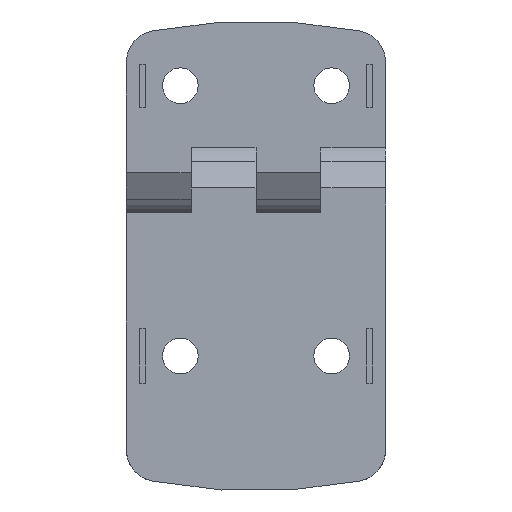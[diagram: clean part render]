
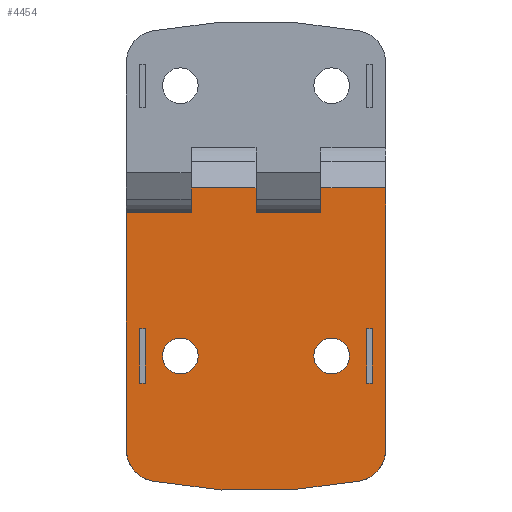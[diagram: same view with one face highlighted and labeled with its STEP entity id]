
A CAD part, left-side view. The second image highlights one B-rep face of the part: STEP entity #4454.
In plain terms, the highlighted planar face has unit normal (-1, 0, 0).
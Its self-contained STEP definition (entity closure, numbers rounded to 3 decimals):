
#3262=CARTESIAN_POINT('',(0.,14.,32.5));
#3263=DIRECTION('',(-1.,0.,0.));
#3264=DIRECTION('',(0.,1.,0.));
#3265=AXIS2_PLACEMENT_3D('',#3262,#3263,#3264);
#3270=CARTESIAN_POINT('',(0.,14.,32.5));
#3271=DIRECTION('',(-1.,0.,0.));
#3272=DIRECTION('',(0.,-1.,0.));
#3273=AXIS2_PLACEMENT_3D('',#3270,#3271,#3272);
#3278=CARTESIAN_POINT('',(0.,-14.,32.5));
#3279=DIRECTION('',(1.,0.,0.));
#3280=DIRECTION('',(0.,-1.,0.));
#3281=AXIS2_PLACEMENT_3D('',#3278,#3279,#3280);
#3286=CARTESIAN_POINT('',(0.,-14.,32.5));
#3287=DIRECTION('',(1.,0.,0.));
#3288=DIRECTION('',(0.,1.,0.));
#3289=AXIS2_PLACEMENT_3D('',#3286,#3287,#3288);
#3294=DIRECTION('',(0.,0.,1.));
#3295=VECTOR('',#3294,4.585);
#3296=CARTESIAN_POINT('',(0.,0.,1.415));
#3297=LINE('',#3296,#3295);
#3301=DIRECTION('',(0.,1.,0.));
#3302=VECTOR('',#3301,12.);
#3303=CARTESIAN_POINT('',(0.,0.,6.));
#3304=LINE('',#3303,#3302);
#3308=DIRECTION('',(0.,0.,1.));
#3309=VECTOR('',#3308,4.585);
#3310=CARTESIAN_POINT('',(0.,12.,1.415));
#3311=LINE('',#3310,#3309);
#3315=DIRECTION('',(0.,1.,0.));
#3316=VECTOR('',#3315,12.);
#3317=CARTESIAN_POINT('',(0.,12.,1.415));
#3318=LINE('',#3317,#3316);
#3322=DIRECTION('',(0.,0.,1.));
#3323=VECTOR('',#3322,48.345);
#3324=CARTESIAN_POINT('',(0.,24.,1.415));
#3325=LINE('',#3324,#3323);
#3329=CARTESIAN_POINT('',(0.,18.,49.761));
#3330=DIRECTION('',(1.,0.,0.));
#3331=DIRECTION('',(0.,1.,0.));
#3332=AXIS2_PLACEMENT_3D('',#3329,#3330,#3331);
#3337=CARTESIAN_POINT('',(0.,0.,-42.5));
#3338=DIRECTION('',(1.,0.,0.));
#3339=DIRECTION('',(0.,0.191,0.981));
#3340=AXIS2_PLACEMENT_3D('',#3337,#3338,#3339);
#3345=CARTESIAN_POINT('',(0.,-18.,49.761));
#3346=DIRECTION('',(1.,0.,0.));
#3347=DIRECTION('',(0.,-0.191,0.981));
#3348=AXIS2_PLACEMENT_3D('',#3345,#3346,#3347);
#3353=DIRECTION('',(0.,0.,-1.));
#3354=VECTOR('',#3353,43.761);
#3355=CARTESIAN_POINT('',(0.,-24.,49.761));
#3356=LINE('',#3355,#3354);
#3360=DIRECTION('',(0.,1.,0.));
#3361=VECTOR('',#3360,12.);
#3362=CARTESIAN_POINT('',(0.,-24.,6.));
#3363=LINE('',#3362,#3361);
#3367=DIRECTION('',(0.,0.,1.));
#3368=VECTOR('',#3367,4.585);
#3369=CARTESIAN_POINT('',(0.,-12.,1.415));
#3370=LINE('',#3369,#3368);
#3374=DIRECTION('',(0.,1.,0.));
#3375=VECTOR('',#3374,12.);
#3376=CARTESIAN_POINT('',(0.,-12.,1.415));
#3377=LINE('',#3376,#3375);
#3381=DIRECTION('',(0.,0.,-1.));
#3382=VECTOR('',#3381,10.);
#3383=CARTESIAN_POINT('',(0.,20.5,37.5));
#3384=LINE('',#3383,#3382);
#3388=DIRECTION('',(0.,-1.,0.));
#3389=VECTOR('',#3388,1.);
#3390=CARTESIAN_POINT('',(0.,21.5,37.5));
#3391=LINE('',#3390,#3389);
#3395=DIRECTION('',(0.,0.,1.));
#3396=VECTOR('',#3395,10.);
#3397=CARTESIAN_POINT('',(0.,21.5,27.5));
#3398=LINE('',#3397,#3396);
#3402=DIRECTION('',(0.,1.,0.));
#3403=VECTOR('',#3402,1.);
#3404=CARTESIAN_POINT('',(0.,20.5,27.5));
#3405=LINE('',#3404,#3403);
#3409=DIRECTION('',(0.,-1.,0.));
#3410=VECTOR('',#3409,1.);
#3411=CARTESIAN_POINT('',(0.,-20.5,37.5));
#3412=LINE('',#3411,#3410);
#3416=DIRECTION('',(0.,0.,1.));
#3417=VECTOR('',#3416,10.);
#3418=CARTESIAN_POINT('',(0.,-20.5,27.5));
#3419=LINE('',#3418,#3417);
#3423=DIRECTION('',(0.,1.,0.));
#3424=VECTOR('',#3423,1.);
#3425=CARTESIAN_POINT('',(0.,-21.5,27.5));
#3426=LINE('',#3425,#3424);
#3430=DIRECTION('',(0.,0.,-1.));
#3431=VECTOR('',#3430,10.);
#3432=CARTESIAN_POINT('',(0.,-21.5,37.5));
#3433=LINE('',#3432,#3431);
#4134=CARTESIAN_POINT('',(0.,-24.,49.761));
#4136=VERTEX_POINT('',#4134);
#4138=CARTESIAN_POINT('',(0.,24.,49.761));
#4140=VERTEX_POINT('',#4138);
#4142=CARTESIAN_POINT('',(0.,19.149,55.649));
#4143=VERTEX_POINT('',#4142);
#4144=CARTESIAN_POINT('',(0.,-19.149,55.649));
#4145=VERTEX_POINT('',#4144);
#4168=CARTESIAN_POINT('',(0.,17.3,32.5));
#4169=CARTESIAN_POINT('',(0.,10.7,32.5));
#4170=VERTEX_POINT('',#4168);
#4171=VERTEX_POINT('',#4169);
#4187=CARTESIAN_POINT('',(0.,-17.3,32.5));
#4188=CARTESIAN_POINT('',(0.,-10.7,32.5));
#4189=VERTEX_POINT('',#4187);
#4190=VERTEX_POINT('',#4188);
#4196=CARTESIAN_POINT('',(0.,24.,1.415));
#4197=VERTEX_POINT('',#4196);
#4203=CARTESIAN_POINT('',(0.,-24.,6.));
#4205=VERTEX_POINT('',#4203);
#4212=CARTESIAN_POINT('',(0.,-12.,1.415));
#4213=CARTESIAN_POINT('',(0.,-12.,6.));
#4214=VERTEX_POINT('',#4212);
#4215=VERTEX_POINT('',#4213);
#4228=CARTESIAN_POINT('',(0.,0.,1.415));
#4229=CARTESIAN_POINT('',(0.,0.,6.));
#4230=VERTEX_POINT('',#4228);
#4231=VERTEX_POINT('',#4229);
#4232=CARTESIAN_POINT('',(0.,12.,1.415));
#4233=CARTESIAN_POINT('',(0.,12.,6.));
#4234=VERTEX_POINT('',#4232);
#4235=VERTEX_POINT('',#4233);
#4268=CARTESIAN_POINT('',(0.,20.5,37.5));
#4269=CARTESIAN_POINT('',(0.,20.5,27.5));
#4270=VERTEX_POINT('',#4268);
#4271=VERTEX_POINT('',#4269);
#4272=CARTESIAN_POINT('',(0.,21.5,27.5));
#4273=VERTEX_POINT('',#4272);
#4274=CARTESIAN_POINT('',(0.,21.5,37.5));
#4275=VERTEX_POINT('',#4274);
#4284=CARTESIAN_POINT('',(0.,-20.5,37.5));
#4285=CARTESIAN_POINT('',(0.,-21.5,37.5));
#4286=VERTEX_POINT('',#4284);
#4287=VERTEX_POINT('',#4285);
#4288=CARTESIAN_POINT('',(0.,-21.5,27.5));
#4289=VERTEX_POINT('',#4288);
#4290=CARTESIAN_POINT('',(0.,-20.5,27.5));
#4291=VERTEX_POINT('',#4290);
#4395=CARTESIAN_POINT('',(0.,-24.,1.7));
#4396=DIRECTION('',(-1.,0.,0.));
#4397=DIRECTION('',(0.,0.,1.));
#4398=AXIS2_PLACEMENT_3D('',#4395,#4396,#4397);
#4399=PLANE('',#4398);
#4401=ORIENTED_EDGE('',*,*,#4400,.T.);
#4403=ORIENTED_EDGE('',*,*,#4402,.T.);
#4405=ORIENTED_EDGE('',*,*,#4404,.F.);
#4407=ORIENTED_EDGE('',*,*,#4406,.T.);
#4409=ORIENTED_EDGE('',*,*,#4408,.T.);
#4411=ORIENTED_EDGE('',*,*,#4410,.T.);
#4412=ORIENTED_EDGE('',*,*,#4388,.T.);
#4413=ORIENTED_EDGE('',*,*,#4356,.T.);
#4414=ORIENTED_EDGE('',*,*,#4299,.T.);
#4415=ORIENTED_EDGE('',*,*,#4320,.T.);
#4417=ORIENTED_EDGE('',*,*,#4416,.F.);
#4419=ORIENTED_EDGE('',*,*,#4418,.T.);
#4420=EDGE_LOOP('',(#4401,#4403,#4405,#4407,#4409,#4411,#4412,#4413,#4414,#4415,
#4417,#4419));
#4421=FACE_OUTER_BOUND('',#4420,.F.);
#4423=ORIENTED_EDGE('',*,*,#4422,.F.);
#4425=ORIENTED_EDGE('',*,*,#4424,.F.);
#4426=EDGE_LOOP('',(#4423,#4425));
#4427=FACE_BOUND('',#4426,.F.);
#4429=ORIENTED_EDGE('',*,*,#4428,.T.);
#4431=ORIENTED_EDGE('',*,*,#4430,.T.);
#4432=EDGE_LOOP('',(#4429,#4431));
#4433=FACE_BOUND('',#4432,.F.);
#4435=ORIENTED_EDGE('',*,*,#4434,.F.);
#4437=ORIENTED_EDGE('',*,*,#4436,.F.);
#4439=ORIENTED_EDGE('',*,*,#4438,.F.);
#4441=ORIENTED_EDGE('',*,*,#4440,.F.);
#4442=EDGE_LOOP('',(#4435,#4437,#4439,#4441));
#4443=FACE_BOUND('',#4442,.F.);
#4445=ORIENTED_EDGE('',*,*,#4444,.F.);
#4447=ORIENTED_EDGE('',*,*,#4446,.F.);
#4449=ORIENTED_EDGE('',*,*,#4448,.F.);
#4451=ORIENTED_EDGE('',*,*,#4450,.F.);
#4452=EDGE_LOOP('',(#4445,#4447,#4449,#4451));
#4453=FACE_BOUND('',#4452,.F.);
#3266=CIRCLE('',#3265,3.3);
#3274=CIRCLE('',#3273,3.3);
#3282=CIRCLE('',#3281,3.3);
#3290=CIRCLE('',#3289,3.3);
#3333=CIRCLE('',#3332,6.);
#3341=CIRCLE('',#3340,100.);
#3349=CIRCLE('',#3348,6.);
#4299=EDGE_CURVE('',#4136,#4205,#3356,.T.);
#4320=EDGE_CURVE('',#4205,#4215,#3363,.T.);
#4356=EDGE_CURVE('',#4145,#4136,#3349,.T.);
#4388=EDGE_CURVE('',#4143,#4145,#3341,.T.);
#4400=EDGE_CURVE('',#4230,#4231,#3297,.T.);
#4402=EDGE_CURVE('',#4231,#4235,#3304,.T.);
#4404=EDGE_CURVE('',#4234,#4235,#3311,.T.);
#4406=EDGE_CURVE('',#4234,#4197,#3318,.T.);
#4408=EDGE_CURVE('',#4197,#4140,#3325,.T.);
#4410=EDGE_CURVE('',#4140,#4143,#3333,.T.);
#4416=EDGE_CURVE('',#4214,#4215,#3370,.T.);
#4418=EDGE_CURVE('',#4214,#4230,#3377,.T.);
#4422=EDGE_CURVE('',#4189,#4190,#3282,.T.);
#4424=EDGE_CURVE('',#4190,#4189,#3290,.T.);
#4428=EDGE_CURVE('',#4170,#4171,#3266,.T.);
#4430=EDGE_CURVE('',#4171,#4170,#3274,.T.);
#4434=EDGE_CURVE('',#4270,#4271,#3384,.T.);
#4436=EDGE_CURVE('',#4275,#4270,#3391,.T.);
#4438=EDGE_CURVE('',#4273,#4275,#3398,.T.);
#4440=EDGE_CURVE('',#4271,#4273,#3405,.T.);
#4444=EDGE_CURVE('',#4286,#4287,#3412,.T.);
#4446=EDGE_CURVE('',#4291,#4286,#3419,.T.);
#4448=EDGE_CURVE('',#4289,#4291,#3426,.T.);
#4450=EDGE_CURVE('',#4287,#4289,#3433,.T.);
#4454=ADVANCED_FACE('',(#4421,#4427,#4433,#4443,#4453),#4399,.T.);
